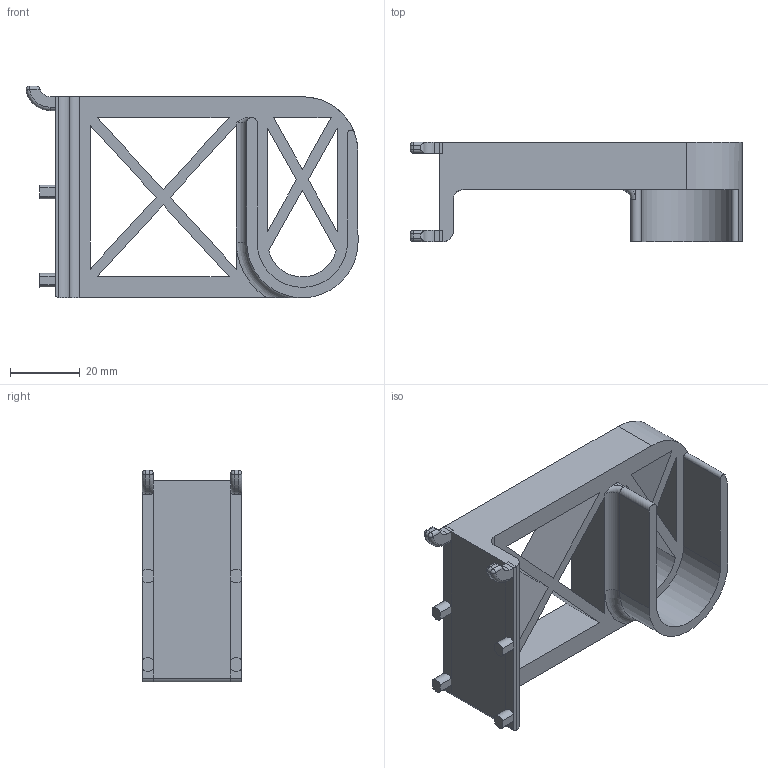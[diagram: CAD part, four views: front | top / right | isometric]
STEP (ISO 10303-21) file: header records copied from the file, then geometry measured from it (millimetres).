
FILE_DESCRIPTION(/* description */ (''),/* implementation_level */ '2;1');
FILE_NAME(/* name */ 'Paper towel holder.step',/* time_stamp */ '2018-08-09T12:29:39+02:00',/* author */ ('olivier.robardet'),/* organization */ (''),/* preprocessor_version */ 'ST-DEVELOPER v17',/* originating_system */ 'Autodesk Translation Framework v7.1.0.215',/* authorisation */ '');
FILE_SCHEMA (('AUTOMOTIVE_DESIGN { 1 0 10303 214 3 1 1 }'));
Length unit declared in the file: millimetre
Products named in the file (3): Paper towel holder; right holder; Pins duo 3 holes height
Assembly tree (3 placements, depth 3):
  Paper towel holder
    right holder
      Pins duo 3 holes height  x2
Bounding box: 95.42 x 28.6 x 60.8 mm (x, y, z)
Volume: 46222.4 mm3; surface area: 24199.1 mm2
Topology: 3 solids, 3 shells, 104 faces, 276 edges, 177 vertices
Faces by surface type: plane 58, cylinder 36, torus 6, sphere 4
Entity records: 2515 total; most frequent: CARTESIAN_POINT 436, DIRECTION 421, ORIENTED_EDGE 412, EDGE_CURVE 206, LINE 149, VECTOR 149, AXIS2_PLACEMENT_3D 136, VERTEX_POINT 133
